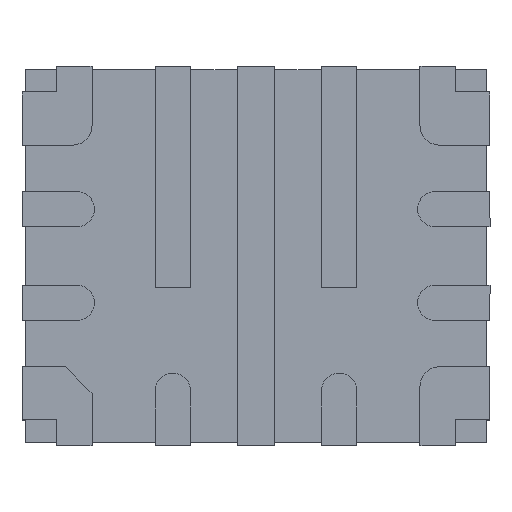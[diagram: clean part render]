
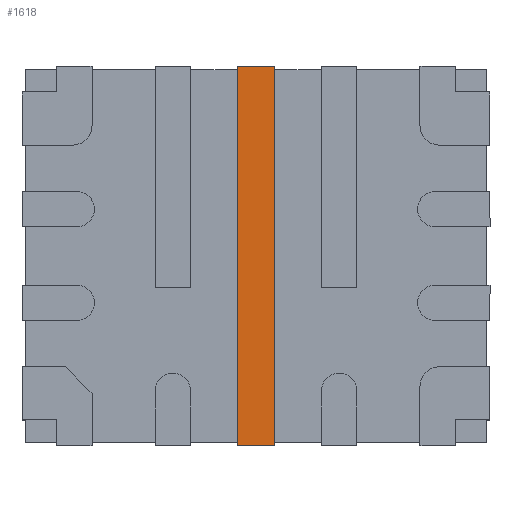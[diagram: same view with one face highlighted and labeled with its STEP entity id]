
A CAD part, top view. The second image highlights one B-rep face of the part: STEP entity #1618.
In plain terms, the highlighted planar face has unit normal (0, 0, 1).
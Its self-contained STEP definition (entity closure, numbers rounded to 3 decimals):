
#89 = ORIENTED_EDGE ( 'NONE', *, *, #2315, .F. ) ;
#308 = ORIENTED_EDGE ( 'NONE', *, *, #3541, .F. ) ;
#600 = DIRECTION ( 'NONE',  ( 0., -1., 0. ) ) ;
#617 = AXIS2_PLACEMENT_3D ( 'NONE', #1764, #3372, #4580 ) ;
#952 = CARTESIAN_POINT ( 'NONE',  ( 0., -1.07, 1.05 ) ) ;
#1008 = LINE ( 'NONE', #3424, #4806 ) ;
#1141 = EDGE_CURVE ( 'NONE', #3305, #4465, #3075, .T. ) ;
#1288 = CARTESIAN_POINT ( 'NONE',  ( -0.105, 0., 1.05 ) ) ;
#1367 = VECTOR ( 'NONE', #5068, 1000. ) ;
#1369 = FACE_OUTER_BOUND ( 'NONE', #3806, .T. ) ;
#1586 = CARTESIAN_POINT ( 'NONE',  ( 0.105, 1.07, 1.05 ) ) ;
#1592 = DIRECTION ( 'NONE',  ( 0., -1., 0. ) ) ;
#1618 = ADVANCED_FACE ( 'NONE', ( #1369 ), #3815, .T. ) ;
#1703 = CARTESIAN_POINT ( 'NONE',  ( -0.105, -1.07, 1.05 ) ) ;
#1764 = CARTESIAN_POINT ( 'NONE',  ( 0., 0., 1.05 ) ) ;
#1891 = ORIENTED_EDGE ( 'NONE', *, *, #4719, .T. ) ;
#1953 = VERTEX_POINT ( 'NONE', #1586 ) ;
#1960 = VECTOR ( 'NONE', #1592, 1000. ) ;
#2172 = LINE ( 'NONE', #2247, #1367 ) ;
#2247 = CARTESIAN_POINT ( 'NONE',  ( 0., 1.07, 1.05 ) ) ;
#2315 = EDGE_CURVE ( 'NONE', #1953, #4465, #1008, .T. ) ;
#2326 = CARTESIAN_POINT ( 'NONE',  ( 0.105, -1.07, 1.05 ) ) ;
#3075 = LINE ( 'NONE', #952, #3273 ) ;
#3273 = VECTOR ( 'NONE', #3767, 1000. ) ;
#3305 = VERTEX_POINT ( 'NONE', #1703 ) ;
#3372 = DIRECTION ( 'NONE',  ( 0., 0., 1. ) ) ;
#3424 = CARTESIAN_POINT ( 'NONE',  ( 0.105, 0., 1.05 ) ) ;
#3541 = EDGE_CURVE ( 'NONE', #4621, #1953, #2172, .T. ) ;
#3767 = DIRECTION ( 'NONE',  ( 1., 0., 0. ) ) ;
#3806 = EDGE_LOOP ( 'NONE', ( #89, #308, #1891, #4216 ) ) ;
#3815 = PLANE ( 'NONE',  #617 ) ;
#3877 = CARTESIAN_POINT ( 'NONE',  ( -0.105, 1.07, 1.05 ) ) ;
#4216 = ORIENTED_EDGE ( 'NONE', *, *, #1141, .T. ) ;
#4465 = VERTEX_POINT ( 'NONE', #2326 ) ;
#4580 = DIRECTION ( 'NONE',  ( 1., 0., 0. ) ) ;
#4621 = VERTEX_POINT ( 'NONE', #3877 ) ;
#4719 = EDGE_CURVE ( 'NONE', #4621, #3305, #4902, .T. ) ;
#4806 = VECTOR ( 'NONE', #600, 1000. ) ;
#4902 = LINE ( 'NONE', #1288, #1960 ) ;
#5068 = DIRECTION ( 'NONE',  ( 1., 0., 0. ) ) ;
